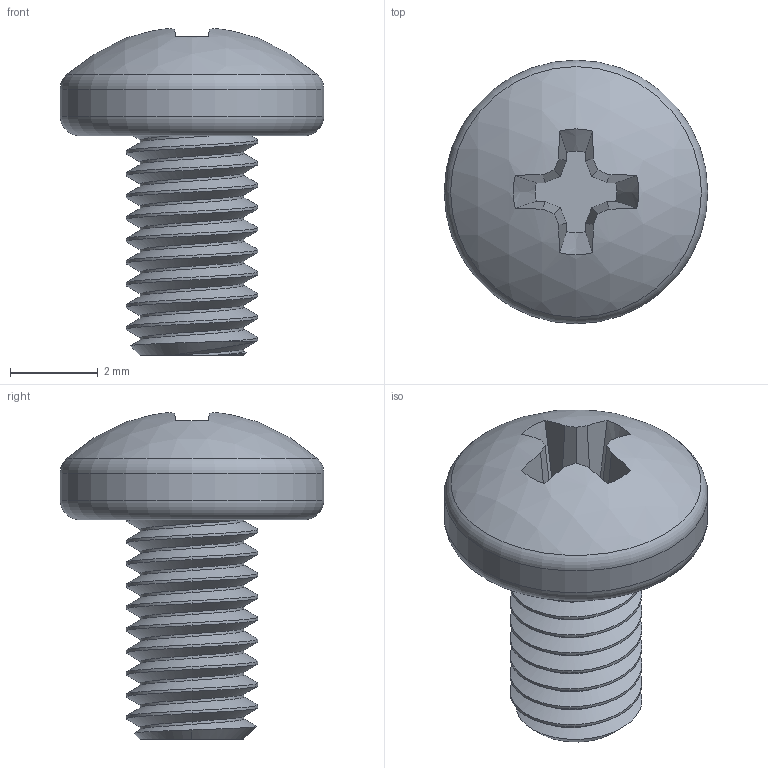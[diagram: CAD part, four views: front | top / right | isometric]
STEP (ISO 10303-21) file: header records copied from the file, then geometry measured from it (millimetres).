
FILE_DESCRIPTION(/* description */ (''),/* implementation_level */ '2;1');
FILE_NAME(/* name */ 'M3 Screw - 5mm.step',/* time_stamp */ '2020-08-17T19:46:41+02:00',/* author */ (''),/* organization */ (''),/* preprocessor_version */ 'ST-DEVELOPER v18.1',/* originating_system */ 'Autodesk Translation Framework v9.3.0.1241',/* authorisation */ '');
FILE_SCHEMA (('AUTOMOTIVE_DESIGN { 1 0 10303 214 3 1 1 }'));
Length unit declared in the file: millimetre
Products named in the file (2): (Unsaved); 92000A114
Assembly tree (1 placements, depth 2):
  (Unsaved)
    92000A114
Bounding box: 6 x 6 x 7.44 mm (x, y, z)
Volume: 75.7 mm3; surface area: 166.9 mm2
Topology: 1 solids, 1 shells, 53 faces, 145 edges, 96 vertices
Faces by surface type: cylinder 22, plane 19, cone 6, bspline 3, torus 2, sphere 1
Full cylindrical faces by diameter (mm): 2.35 x9, 3 x8, 6 x1
Entity records: 3692 total; most frequent: CARTESIAN_POINT 2389, ORIENTED_EDGE 290, DIRECTION 232, EDGE_CURVE 145, VERTEX_POINT 96, AXIS2_PLACEMENT_3D 91, EDGE_LOOP 55, FACE_OUTER_BOUND 53
